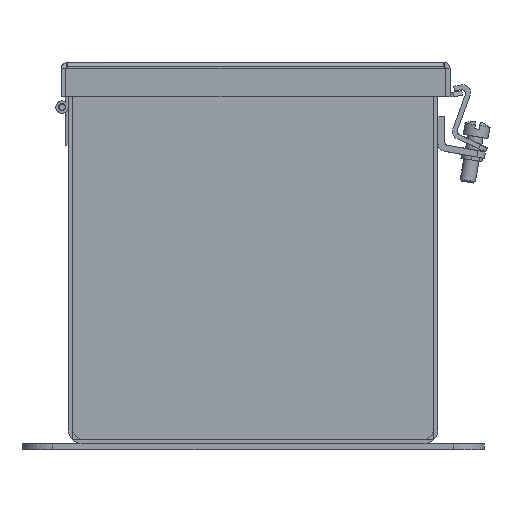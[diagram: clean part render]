
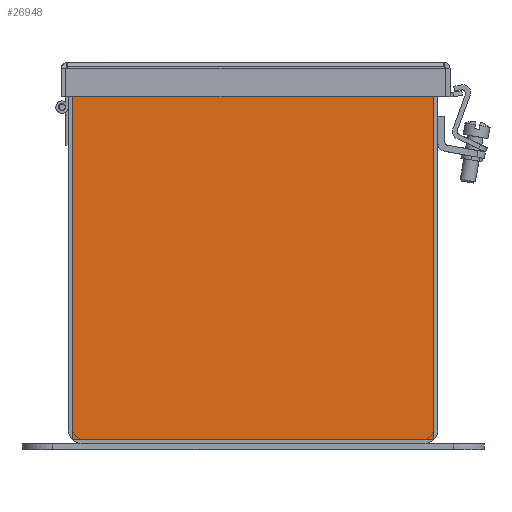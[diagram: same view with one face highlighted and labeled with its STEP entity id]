
A CAD part, left-side view. The second image highlights one B-rep face of the part: STEP entity #26948.
In plain terms, the highlighted planar face has unit normal (-1, 0, 0).
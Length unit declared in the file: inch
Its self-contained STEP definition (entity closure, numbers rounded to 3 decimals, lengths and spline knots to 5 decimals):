
#341 = VECTOR ( 'NONE', #30385, 39.37008 ) ;
#2102 = VECTOR ( 'NONE', #19393, 39.37008 ) ;
#2326 = VERTEX_POINT ( 'NONE', #21297 ) ;
#2394 = PLANE ( 'NONE',  #23835 ) ;
#2544 = ORIENTED_EDGE ( 'NONE', *, *, #32208, .F. ) ;
#2585 = FACE_OUTER_BOUND ( 'NONE', #33229, .T. ) ;
#2964 = ORIENTED_EDGE ( 'NONE', *, *, #8465, .F. ) ;
#3039 = VECTOR ( 'NONE', #4482, 39.37008 ) ;
#3566 = LINE ( 'NONE', #6292, #4169 ) ;
#3802 = EDGE_CURVE ( 'NONE', #26829, #20641, #12463, .T. ) ;
#4101 = DIRECTION ( 'NONE',  ( 0., -1., 0. ) ) ;
#4169 = VECTOR ( 'NONE', #17940, 39.37008 ) ;
#4196 = CARTESIAN_POINT ( 'NONE',  ( -1.70918, -0.69125, 3.79079 ) ) ;
#4482 = DIRECTION ( 'NONE',  ( 0., 0., -1. ) ) ;
#4760 = DIRECTION ( 'NONE',  ( 0., 0., 1. ) ) ;
#4986 = EDGE_CURVE ( 'NONE', #25647, #36741, #10503, .T. ) ;
#5118 = CARTESIAN_POINT ( 'NONE',  ( -1.70918, 1.74875, 0.89604 ) ) ;
#5328 = VERTEX_POINT ( 'NONE', #22739 ) ;
#5456 = EDGE_CURVE ( 'NONE', #26829, #38013, #19203, .T. ) ;
#5758 = LINE ( 'NONE', #17975, #9574 ) ;
#6065 = DIRECTION ( 'NONE',  ( 0., 0., 1. ) ) ;
#6292 = CARTESIAN_POINT ( 'NONE',  ( -1.70918, 1.74875, 3.82204 ) ) ;
#6461 = ORIENTED_EDGE ( 'NONE', *, *, #6848, .T. ) ;
#6848 = EDGE_CURVE ( 'NONE', #36741, #20641, #32066, .T. ) ;
#6882 = CARTESIAN_POINT ( 'NONE',  ( -1.70918, -1.17725, -2.02996 ) ) ;
#6934 = VECTOR ( 'NONE', #6065, 39.37008 ) ;
#8465 = EDGE_CURVE ( 'NONE', #32870, #20692, #5758, .T. ) ;
#8634 = DIRECTION ( 'NONE',  ( 0., 0., -1. ) ) ;
#9447 = CARTESIAN_POINT ( 'NONE',  ( -1.70918, 4.18875, 3.79079 ) ) ;
#9574 = VECTOR ( 'NONE', #11417, 39.37008 ) ;
#10494 = LINE ( 'NONE', #25033, #2102 ) ;
#10503 = LINE ( 'NONE', #10713, #33414 ) ;
#10713 = CARTESIAN_POINT ( 'NONE',  ( -1.70918, -0.69145, 3.79059 ) ) ;
#11010 = CARTESIAN_POINT ( 'NONE',  ( -1.70918, 4.67475, 3.82204 ) ) ;
#11382 = ORIENTED_EDGE ( 'NONE', *, *, #3802, .F. ) ;
#11417 = DIRECTION ( 'NONE',  ( 0., 0., -1. ) ) ;
#11517 = ORIENTED_EDGE ( 'NONE', *, *, #15853, .T. ) ;
#11825 = CARTESIAN_POINT ( 'NONE',  ( -1.70918, -0.69145, 3.79059 ) ) ;
#12162 = VECTOR ( 'NONE', #27167, 39.37008 ) ;
#12463 = LINE ( 'NONE', #18456, #12162 ) ;
#12594 = LINE ( 'NONE', #24396, #341 ) ;
#14350 = ORIENTED_EDGE ( 'NONE', *, *, #18640, .F. ) ;
#14641 = CARTESIAN_POINT ( 'NONE',  ( -1.70918, 4.67475, -2.02996 ) ) ;
#15853 = EDGE_CURVE ( 'NONE', #2326, #25647, #21181, .T. ) ;
#16974 = DIRECTION ( 'NONE',  ( 0., 1., 0. ) ) ;
#17429 = ORIENTED_EDGE ( 'NONE', *, *, #25056, .F. ) ;
#17940 = DIRECTION ( 'NONE',  ( 0., -1., 0. ) ) ;
#17975 = CARTESIAN_POINT ( 'NONE',  ( -1.70918, -1.17725, 0.89604 ) ) ;
#18402 = CARTESIAN_POINT ( 'NONE',  ( -1.70918, 4.18895, 3.79059 ) ) ;
#18456 = CARTESIAN_POINT ( 'NONE',  ( -1.70918, 1.74875, 3.79079 ) ) ;
#18640 = EDGE_CURVE ( 'NONE', #31351, #28246, #28384, .T. ) ;
#19203 = LINE ( 'NONE', #33624, #3039 ) ;
#19393 = DIRECTION ( 'NONE',  ( 0., 0., 1. ) ) ;
#19741 = VECTOR ( 'NONE', #4760, 39.37008 ) ;
#20582 = CARTESIAN_POINT ( 'NONE',  ( -1.70918, -0.69125, 3.79059 ) ) ;
#20641 = VERTEX_POINT ( 'NONE', #4196 ) ;
#20692 = VERTEX_POINT ( 'NONE', #6882 ) ;
#20898 = CARTESIAN_POINT ( 'NONE',  ( -1.70918, -1.17725, 3.82204 ) ) ;
#21181 = LINE ( 'NONE', #38125, #36946 ) ;
#21297 = CARTESIAN_POINT ( 'NONE',  ( -1.70918, -0.69145, 3.82204 ) ) ;
#21567 = ORIENTED_EDGE ( 'NONE', *, *, #4986, .T. ) ;
#21835 = LINE ( 'NONE', #33736, #38183 ) ;
#22276 = VERTEX_POINT ( 'NONE', #18402 ) ;
#22316 = ORIENTED_EDGE ( 'NONE', *, *, #24120, .F. ) ;
#22369 = CARTESIAN_POINT ( 'NONE',  ( -1.70918, 4.67475, 0.89604 ) ) ;
#22739 = CARTESIAN_POINT ( 'NONE',  ( -1.70918, 4.18895, 3.82204 ) ) ;
#23835 = AXIS2_PLACEMENT_3D ( 'NONE', #5118, #37337, #16974 ) ;
#24120 = EDGE_CURVE ( 'NONE', #28246, #5328, #27723, .T. ) ;
#24396 = CARTESIAN_POINT ( 'NONE',  ( -1.70918, 4.18875, 3.79059 ) ) ;
#25033 = CARTESIAN_POINT ( 'NONE',  ( -1.70918, 4.18895, 3.79059 ) ) ;
#25056 = EDGE_CURVE ( 'NONE', #20692, #31351, #21835, .T. ) ;
#25647 = VERTEX_POINT ( 'NONE', #11825 ) ;
#26822 = ORIENTED_EDGE ( 'NONE', *, *, #29698, .T. ) ;
#26829 = VERTEX_POINT ( 'NONE', #9447 ) ;
#26948 = ADVANCED_FACE ( 'NONE', ( #2585 ), #2394, .F. ) ;
#27167 = DIRECTION ( 'NONE',  ( 0., -1., 0. ) ) ;
#27723 = LINE ( 'NONE', #30439, #34922 ) ;
#28118 = DIRECTION ( 'NONE',  ( 0., 1., 0. ) ) ;
#28240 = ORIENTED_EDGE ( 'NONE', *, *, #30795, .T. ) ;
#28246 = VERTEX_POINT ( 'NONE', #11010 ) ;
#28384 = LINE ( 'NONE', #22369, #19741 ) ;
#29698 = EDGE_CURVE ( 'NONE', #38013, #22276, #12594, .T. ) ;
#30385 = DIRECTION ( 'NONE',  ( 0., 1., 0. ) ) ;
#30439 = CARTESIAN_POINT ( 'NONE',  ( -1.70918, 1.74875, 3.82204 ) ) ;
#30795 = EDGE_CURVE ( 'NONE', #22276, #5328, #10494, .T. ) ;
#31351 = VERTEX_POINT ( 'NONE', #14641 ) ;
#32066 = LINE ( 'NONE', #20582, #6934 ) ;
#32081 = CARTESIAN_POINT ( 'NONE',  ( -1.70918, -0.69125, 3.79059 ) ) ;
#32208 = EDGE_CURVE ( 'NONE', #2326, #32870, #3566, .T. ) ;
#32870 = VERTEX_POINT ( 'NONE', #20898 ) ;
#33229 = EDGE_LOOP ( 'NONE', ( #21567, #6461, #11382, #36977, #26822, #28240, #22316, #14350, #17429, #2964, #2544, #11517 ) ) ;
#33414 = VECTOR ( 'NONE', #28118, 39.37008 ) ;
#33624 = CARTESIAN_POINT ( 'NONE',  ( -1.70918, 4.18875, 3.82204 ) ) ;
#33736 = CARTESIAN_POINT ( 'NONE',  ( -1.70918, 1.74875, -2.02996 ) ) ;
#33947 = DIRECTION ( 'NONE',  ( 0., 1., 0. ) ) ;
#34895 = CARTESIAN_POINT ( 'NONE',  ( -1.70918, 4.18875, 3.79059 ) ) ;
#34922 = VECTOR ( 'NONE', #4101, 39.37008 ) ;
#36741 = VERTEX_POINT ( 'NONE', #32081 ) ;
#36946 = VECTOR ( 'NONE', #8634, 39.37008 ) ;
#36977 = ORIENTED_EDGE ( 'NONE', *, *, #5456, .T. ) ;
#37337 = DIRECTION ( 'NONE',  ( 1., 0., 0. ) ) ;
#38013 = VERTEX_POINT ( 'NONE', #34895 ) ;
#38125 = CARTESIAN_POINT ( 'NONE',  ( -1.70918, -0.69145, 3.82204 ) ) ;
#38183 = VECTOR ( 'NONE', #33947, 39.37008 ) ;
